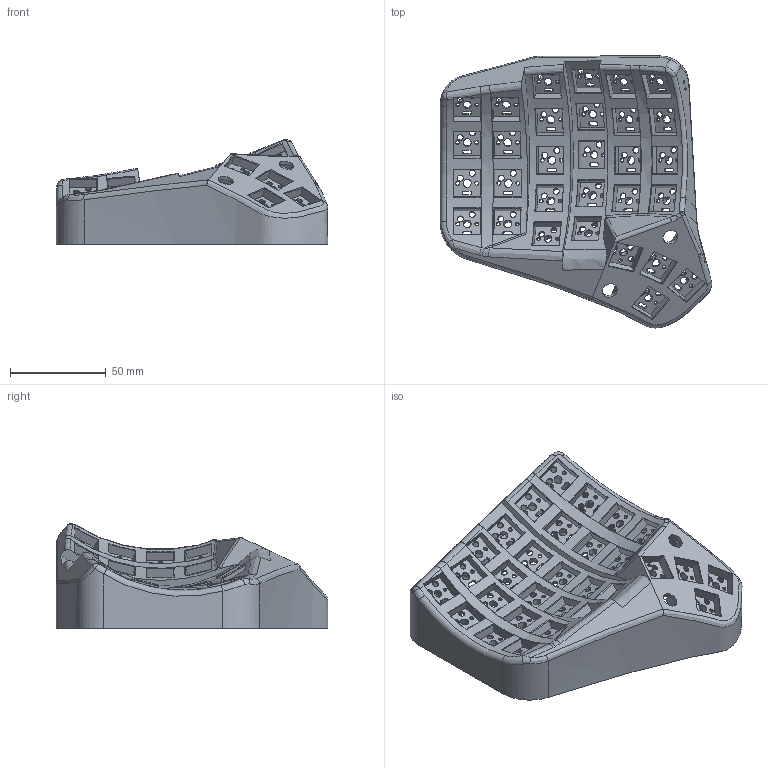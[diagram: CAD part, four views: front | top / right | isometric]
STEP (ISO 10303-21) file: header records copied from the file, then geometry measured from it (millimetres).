
FILE_DESCRIPTION(/* description */ ('CAx-IF Rec.Pracs.---Representation and Presentation of Product Manufacturing Information (PMI)---4.0---2014-10-13','CAx-IF Rec.Pracs.---3D Tessellated Geometry---0.4---2014-09-14','2;1'),/* implementation_level */ '2;1');
FILE_NAME(/* name */ 'l_case',/* time_stamp */ '2025-06-17T22:36:52+03:00',/* author */ (''),/* organization */ (''),/* preprocessor_version */ 'ST-DEVELOPER v16.7',/* originating_system */ $,/* authorisation */ $);
FILE_SCHEMA (('AP242_MANAGED_MODEL_BASED_3D_ENGINEERING_MIM_LF { 1 0 10303 442 20130219 1 4 }'));
Products named in the file (1): l_case
Bounding box: 141.71 x 142.05 x 54.71 mm (x, y, z)
Volume: 78915.7 mm3; surface area: 89179 mm2
Topology: 1 solids, 1 shells, 2004 faces, 5732 edges, 3722 vertices
Faces by surface type: plane 1581, cylinder 360, bspline 51, cone 8, torus 2, sphere 2
Full cylindrical faces by diameter (mm): 1.8 x2, 2 x60, 3.2 x60, 4.2 x30, 4.25 x10, 4.65 x10, 8 x2
Entity records: 65562 total; most frequent: CARTESIAN_POINT 12950, ORIENTED_EDGE 11044, DIRECTION 10342, EDGE_CURVE 5522, LINE 4330, VECTOR 4330, VERTEX_POINT 3688, AXIS2_PLACEMENT_3D 3014
